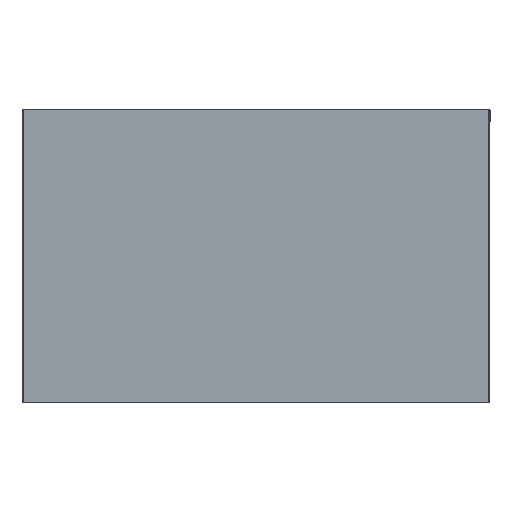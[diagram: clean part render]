
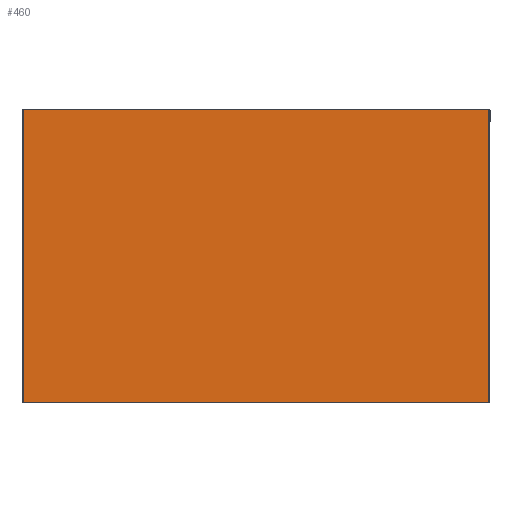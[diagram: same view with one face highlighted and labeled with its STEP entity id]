
A CAD part, top view. The second image highlights one B-rep face of the part: STEP entity #460.
In plain terms, the highlighted planar face has unit normal (0, 0, 1).
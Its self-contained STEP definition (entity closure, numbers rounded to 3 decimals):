
#122=CARTESIAN_POINT('',(42.75,-27.,0.5));
#123=VERTEX_POINT('',#122);
#131=CARTESIAN_POINT('',(42.75,27.,0.5));
#132=VERTEX_POINT('',#131);
#243=CARTESIAN_POINT('',(-42.75,-27.,0.5));
#244=VERTEX_POINT('',#243);
#245=CARTESIAN_POINT('',(-42.75,27.,0.5));
#246=VERTEX_POINT('',#245);
#403=CARTESIAN_POINT('',(-42.75,-27.,0.5));
#404=DIRECTION('',(0.0,1.0,0.0));
#405=VECTOR('',#404,54.0);
#406=LINE('',#403,#405);
#407=EDGE_CURVE('',#244,#246,#406,.T.);
#434=CARTESIAN_POINT('',(0.,0.,0.5));
#435=DIRECTION('',(0.0,0.0,1.0));
#436=DIRECTION('',(1.0,0.0,0.0));
#437=AXIS2_PLACEMENT_3D('',#434,#435,#436);
#438=PLANE('',#437);
#439=CARTESIAN_POINT('',(42.75,-27.,0.5));
#440=DIRECTION('',(0.0,1.0,0.0));
#441=VECTOR('',#440,54.0);
#442=LINE('',#439,#441);
#443=EDGE_CURVE('',#123,#132,#442,.T.);
#444=ORIENTED_EDGE('',*,*,#443,.T.);
#445=CARTESIAN_POINT('',(-42.75,27.,0.5));
#446=DIRECTION('',(1.0,0.0,0.0));
#447=VECTOR('',#446,85.5);
#448=LINE('',#445,#447);
#449=EDGE_CURVE('',#246,#132,#448,.T.);
#450=ORIENTED_EDGE('',*,*,#449,.F.);
#451=ORIENTED_EDGE('',*,*,#407,.F.);
#452=CARTESIAN_POINT('',(42.75,-27.,0.5));
#453=DIRECTION('',(-1.0,0.0,0.0));
#454=VECTOR('',#453,85.5);
#455=LINE('',#452,#454);
#456=EDGE_CURVE('',#123,#244,#455,.T.);
#457=ORIENTED_EDGE('',*,*,#456,.F.);
#458=EDGE_LOOP('',(#444,#450,#451,#457));
#459=FACE_OUTER_BOUND('',#458,.T.);
#460=ADVANCED_FACE('',(#459),#438,.T.);
